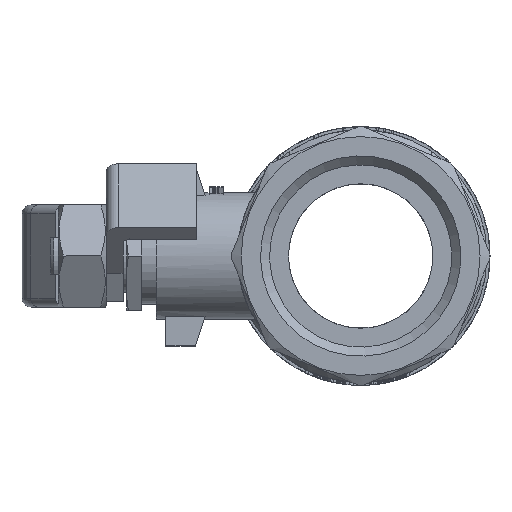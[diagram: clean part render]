
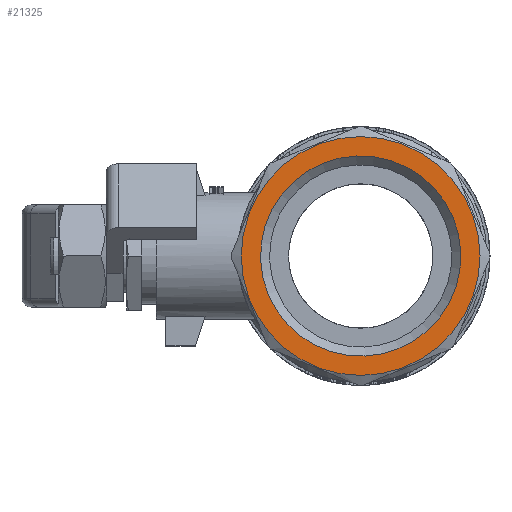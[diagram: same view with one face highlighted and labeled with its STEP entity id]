
A CAD part, left-side view. The second image highlights one B-rep face of the part: STEP entity #21325.
In plain terms, the highlighted face is planar.
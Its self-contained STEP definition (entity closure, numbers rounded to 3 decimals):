
#5922=ORIENTED_EDGE('',*,*,#12042,.F.);
#5923=ORIENTED_EDGE('',*,*,#12043,.F.);
#12042=EDGE_CURVE('',#15198,#15198,#17122,.T.);
#12043=EDGE_CURVE('',#15199,#15199,#17123,.T.);
#15198=VERTEX_POINT('',#44573);
#15199=VERTEX_POINT('',#44576);
#17122=CIRCLE('',#30342,19.85);
#17123=CIRCLE('',#30344,16.646);
#17620=EDGE_LOOP('',(#5922));
#17621=EDGE_LOOP('',(#5923));
#18966=FACE_BOUND('',#17620,.T.);
#18967=FACE_BOUND('',#17621,.T.);
#20180=PLANE('',#30343);
#21325=ADVANCED_FACE('',(#18966,#18967),#20180,.T.);
#30342=AXIS2_PLACEMENT_3D('',#44572,#34331,#34332);
#30343=AXIS2_PLACEMENT_3D('',#44574,#34333,#34334);
#30344=AXIS2_PLACEMENT_3D('',#44575,#34335,#34336);
#34331=DIRECTION('',(0.,0.,-1.));
#34332=DIRECTION('',(1.,0.,0.));
#34333=DIRECTION('',(0.,0.,1.));
#34334=DIRECTION('',(1.,0.,0.));
#34335=DIRECTION('',(0.,0.,1.));
#34336=DIRECTION('',(0.383,-0.924,0.));
#44572=CARTESIAN_POINT('',(10.,0.,56.3));
#44573=CARTESIAN_POINT('',(29.85,0.,56.3));
#44574=CARTESIAN_POINT('',(22.451,10.062,56.3));
#44575=CARTESIAN_POINT('',(10.,0.,56.3));
#44576=CARTESIAN_POINT('',(16.37,-15.378,56.3));
